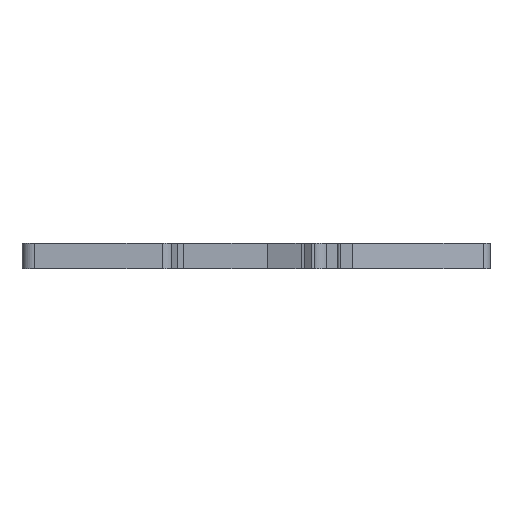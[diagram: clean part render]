
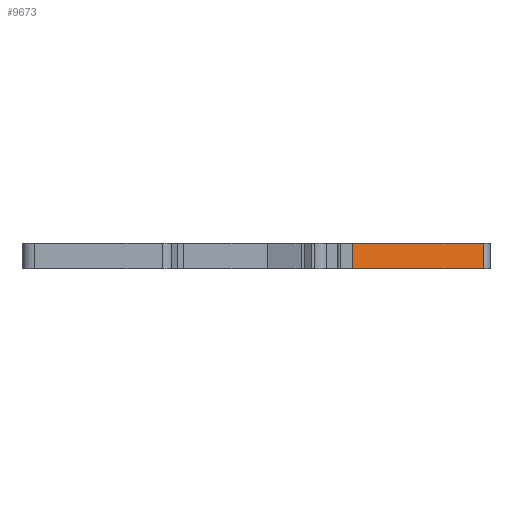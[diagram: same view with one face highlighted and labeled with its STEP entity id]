
A CAD part, front view. The second image highlights one B-rep face of the part: STEP entity #9673.
In plain terms, the highlighted planar face has unit normal (0.309, -0.951, 0).
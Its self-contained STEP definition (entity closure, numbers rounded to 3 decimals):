
#1608=DIRECTION('',(0.951,0.309,0.));
#1609=VECTOR('',#1608,27.883);
#1610=CARTESIAN_POINT('',(19.5,-2.3,0.));
#1611=LINE('',#1610,#1609);
#2598=DIRECTION('',(0.,0.,-1.));
#2599=VECTOR('',#2598,5.2);
#2600=CARTESIAN_POINT('',(46.018,6.316,0.));
#2601=LINE('',#2600,#2599);
#2612=DIRECTION('',(0.,0.,1.));
#2613=VECTOR('',#2612,5.2);
#2614=CARTESIAN_POINT('',(19.5,-2.3,-5.2));
#2615=LINE('',#2614,#2613);
#2955=DIRECTION('',(-0.951,-0.309,0.));
#2956=VECTOR('',#2955,27.883);
#2957=CARTESIAN_POINT('',(46.018,6.316,-5.2));
#2958=LINE('',#2957,#2956);
#6908=CARTESIAN_POINT('',(46.018,6.316,0.));
#6909=VERTEX_POINT('',#6908);
#6910=CARTESIAN_POINT('',(19.5,-2.3,0.));
#6911=VERTEX_POINT('',#6910);
#7042=CARTESIAN_POINT('',(19.5,-2.3,-5.2));
#7043=VERTEX_POINT('',#7042);
#7044=CARTESIAN_POINT('',(46.018,6.316,-5.2));
#7045=VERTEX_POINT('',#7044);
#9660=CARTESIAN_POINT('',(46.018,6.316,0.));
#9661=DIRECTION('',(-0.309,0.951,0.));
#9662=DIRECTION('',(0.951,0.309,0.));
#9663=AXIS2_PLACEMENT_3D('',#9660,#9661,#9662);
#9664=PLANE('',#9663);
#9666=ORIENTED_EDGE('',*,*,#9665,.T.);
#9667=ORIENTED_EDGE('',*,*,#8115,.T.);
#9668=ORIENTED_EDGE('',*,*,#9644,.T.);
#9670=ORIENTED_EDGE('',*,*,#9669,.T.);
#9671=EDGE_LOOP('',(#9666,#9667,#9668,#9670));
#9672=FACE_OUTER_BOUND('',#9671,.F.);
#8115=EDGE_CURVE('',#6911,#6909,#1611,.T.);
#9644=EDGE_CURVE('',#6909,#7045,#2601,.T.);
#9665=EDGE_CURVE('',#7043,#6911,#2615,.T.);
#9669=EDGE_CURVE('',#7045,#7043,#2958,.T.);
#9673=ADVANCED_FACE('',(#9672),#9664,.F.);
